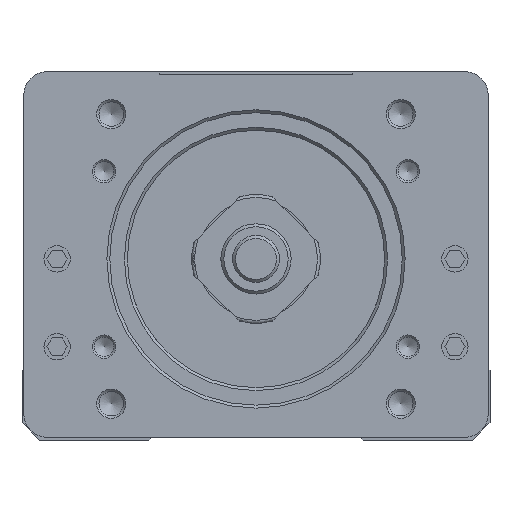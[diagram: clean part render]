
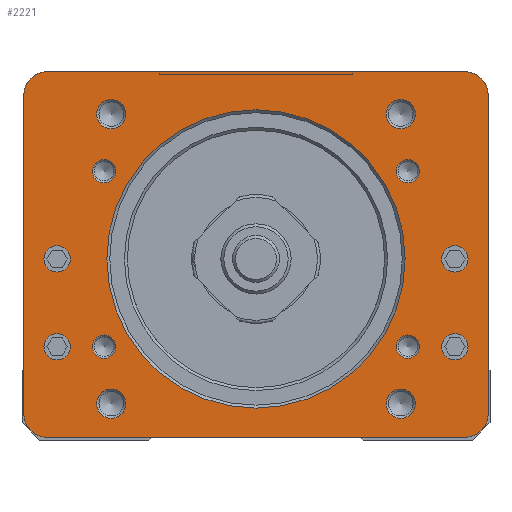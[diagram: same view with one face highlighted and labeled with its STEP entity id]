
A CAD part, front view. The second image highlights one B-rep face of the part: STEP entity #2221.
In plain terms, the highlighted planar face has unit normal (0, -1, 0).
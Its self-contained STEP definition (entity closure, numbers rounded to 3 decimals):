
#1201=FACE_BOUND('',#5862,.T.);
#1202=FACE_BOUND('',#5863,.T.);
#1203=FACE_BOUND('',#5864,.T.);
#1204=FACE_BOUND('',#5865,.T.);
#1205=FACE_BOUND('',#5866,.T.);
#1206=FACE_BOUND('',#5867,.T.);
#1207=FACE_BOUND('',#5868,.T.);
#1208=FACE_BOUND('',#5869,.T.);
#1209=FACE_BOUND('',#5870,.T.);
#1210=FACE_BOUND('',#5871,.T.);
#1211=FACE_BOUND('',#5872,.T.);
#1212=FACE_BOUND('',#5873,.T.);
#1213=FACE_BOUND('',#5874,.T.);
#1214=FACE_BOUND('',#5875,.T.);
#2221=ADVANCED_FACE('',(#1201,#1202,#1203,#1204,#1205,#1206,#1207,#1208,
#1209,#1210,#1211,#1212,#1213,#1214),#3477,.T.);
#3477=PLANE('',#25908);
#5862=EDGE_LOOP('',(#9860));
#5863=EDGE_LOOP('',(#9861));
#5864=EDGE_LOOP('',(#9862));
#5865=EDGE_LOOP('',(#9863));
#5866=EDGE_LOOP('',(#9864));
#5867=EDGE_LOOP('',(#9865));
#5868=EDGE_LOOP('',(#9866));
#5869=EDGE_LOOP('',(#9867));
#5870=EDGE_LOOP('',(#9868));
#5871=EDGE_LOOP('',(#9869));
#5872=EDGE_LOOP('',(#9870));
#5873=EDGE_LOOP('',(#9871));
#5874=EDGE_LOOP('',(#9872));
#5875=EDGE_LOOP('',(#9873,#9874,#9875,#9876,#9877,#9878,#9879,#9880));
#7290=CIRCLE('',#25779,4.);
#7291=CIRCLE('',#25781,4.);
#7292=CIRCLE('',#25783,2.);
#7293=CIRCLE('',#25785,2.);
#7294=CIRCLE('',#25787,2.);
#7295=CIRCLE('',#25789,2.);
#7296=CIRCLE('',#25791,2.5);
#7297=CIRCLE('',#25793,2.5);
#7298=CIRCLE('',#25795,2.5);
#7299=CIRCLE('',#25797,2.5);
#7300=CIRCLE('',#25799,25.5);
#7305=CIRCLE('',#25808,2.25);
#7307=CIRCLE('',#25811,2.25);
#7309=CIRCLE('',#25814,2.25);
#7311=CIRCLE('',#25817,2.25);
#7352=CIRCLE('',#25904,4.);
#7354=CIRCLE('',#25907,4.);
#9860=ORIENTED_EDGE('',*,*,#17908,.T.);
#9861=ORIENTED_EDGE('',*,*,#17907,.T.);
#9862=ORIENTED_EDGE('',*,*,#17906,.T.);
#9863=ORIENTED_EDGE('',*,*,#17905,.T.);
#9864=ORIENTED_EDGE('',*,*,#17904,.T.);
#9865=ORIENTED_EDGE('',*,*,#17903,.T.);
#9866=ORIENTED_EDGE('',*,*,#17902,.T.);
#9867=ORIENTED_EDGE('',*,*,#17901,.T.);
#9868=ORIENTED_EDGE('',*,*,#17900,.T.);
#9869=ORIENTED_EDGE('',*,*,#17920,.T.);
#9870=ORIENTED_EDGE('',*,*,#17918,.T.);
#9871=ORIENTED_EDGE('',*,*,#17916,.T.);
#9872=ORIENTED_EDGE('',*,*,#17914,.T.);
#9873=ORIENTED_EDGE('',*,*,#18034,.T.);
#9874=ORIENTED_EDGE('',*,*,#18037,.T.);
#9875=ORIENTED_EDGE('',*,*,#18038,.T.);
#9876=ORIENTED_EDGE('',*,*,#18018,.T.);
#9877=ORIENTED_EDGE('',*,*,#17898,.T.);
#9878=ORIENTED_EDGE('',*,*,#17962,.T.);
#9879=ORIENTED_EDGE('',*,*,#17895,.T.);
#9880=ORIENTED_EDGE('',*,*,#18011,.T.);
#15289=VERTEX_POINT('',#37257);
#15290=VERTEX_POINT('',#37259);
#15291=VERTEX_POINT('',#37263);
#15292=VERTEX_POINT('',#37265);
#15293=VERTEX_POINT('',#37269);
#15294=VERTEX_POINT('',#37272);
#15295=VERTEX_POINT('',#37275);
#15296=VERTEX_POINT('',#37278);
#15297=VERTEX_POINT('',#37281);
#15298=VERTEX_POINT('',#37284);
#15299=VERTEX_POINT('',#37287);
#15300=VERTEX_POINT('',#37290);
#15301=VERTEX_POINT('',#37293);
#15306=VERTEX_POINT('',#37308);
#15308=VERTEX_POINT('',#37313);
#15310=VERTEX_POINT('',#37318);
#15312=VERTEX_POINT('',#37323);
#15370=VERTEX_POINT('',#37615);
#15375=VERTEX_POINT('',#37629);
#15386=VERTEX_POINT('',#37661);
#15388=VERTEX_POINT('',#37667);
#17895=EDGE_CURVE('',#15290,#15289,#7290,.T.);
#17898=EDGE_CURVE('',#15292,#15291,#7291,.T.);
#17900=EDGE_CURVE('',#15293,#15293,#7292,.T.);
#17901=EDGE_CURVE('',#15294,#15294,#7293,.T.);
#17902=EDGE_CURVE('',#15295,#15295,#7294,.T.);
#17903=EDGE_CURVE('',#15296,#15296,#7295,.T.);
#17904=EDGE_CURVE('',#15297,#15297,#7296,.T.);
#17905=EDGE_CURVE('',#15298,#15298,#7297,.T.);
#17906=EDGE_CURVE('',#15299,#15299,#7298,.T.);
#17907=EDGE_CURVE('',#15300,#15300,#7299,.T.);
#17908=EDGE_CURVE('',#15301,#15301,#7300,.T.);
#17914=EDGE_CURVE('',#15306,#15306,#7305,.T.);
#17916=EDGE_CURVE('',#15308,#15308,#7307,.T.);
#17918=EDGE_CURVE('',#15310,#15310,#7309,.T.);
#17920=EDGE_CURVE('',#15312,#15312,#7311,.T.);
#17962=EDGE_CURVE('',#15291,#15290,#21015,.T.);
#18011=EDGE_CURVE('',#15289,#15370,#21040,.T.);
#18018=EDGE_CURVE('',#15375,#15292,#21047,.T.);
#18034=EDGE_CURVE('',#15370,#15386,#7352,.T.);
#18037=EDGE_CURVE('',#15386,#15388,#21060,.T.);
#18038=EDGE_CURVE('',#15388,#15375,#7354,.T.);
#21015=LINE('',#37468,#23443);
#21040=LINE('',#37616,#23468);
#21047=LINE('',#37628,#23475);
#21060=LINE('',#37666,#23488);
#23443=VECTOR('',#29441,1.);
#23468=VECTOR('',#29560,1.);
#23475=VECTOR('',#29569,1.);
#23488=VECTOR('',#29606,1.);
#25779=AXIS2_PLACEMENT_3D('',#37258,#29280,#29281);
#25781=AXIS2_PLACEMENT_3D('',#37264,#29286,#29287);
#25783=AXIS2_PLACEMENT_3D('',#37268,#29291,#29292);
#25785=AXIS2_PLACEMENT_3D('',#37271,#29295,#29296);
#25787=AXIS2_PLACEMENT_3D('',#37274,#29299,#29300);
#25789=AXIS2_PLACEMENT_3D('',#37277,#29303,#29304);
#25791=AXIS2_PLACEMENT_3D('',#37280,#29307,#29308);
#25793=AXIS2_PLACEMENT_3D('',#37283,#29311,#29312);
#25795=AXIS2_PLACEMENT_3D('',#37286,#29315,#29316);
#25797=AXIS2_PLACEMENT_3D('',#37289,#29319,#29320);
#25799=AXIS2_PLACEMENT_3D('',#37292,#29323,#29324);
#25808=AXIS2_PLACEMENT_3D('',#37307,#29342,#29343);
#25811=AXIS2_PLACEMENT_3D('',#37312,#29348,#29349);
#25814=AXIS2_PLACEMENT_3D('',#37317,#29354,#29355);
#25817=AXIS2_PLACEMENT_3D('',#37322,#29360,#29361);
#25904=AXIS2_PLACEMENT_3D('',#37660,#29599,#29600);
#25907=AXIS2_PLACEMENT_3D('',#37668,#29607,#29608);
#25908=AXIS2_PLACEMENT_3D('',#37669,#29609,#29610);
#29280=DIRECTION('',(0.,-1.,0.));
#29281=DIRECTION('',(1.,0.,0.));
#29286=DIRECTION('',(0.,-1.,0.));
#29287=DIRECTION('',(1.,0.,0.));
#29291=DIRECTION('',(0.,1.,0.));
#29292=DIRECTION('',(0.,0.,-1.));
#29295=DIRECTION('',(0.,1.,0.));
#29296=DIRECTION('',(0.,0.,-1.));
#29299=DIRECTION('',(0.,1.,0.));
#29300=DIRECTION('',(0.,0.,-1.));
#29303=DIRECTION('',(0.,1.,0.));
#29304=DIRECTION('',(0.,0.,-1.));
#29307=DIRECTION('',(0.,1.,0.));
#29308=DIRECTION('',(0.,0.,-1.));
#29311=DIRECTION('',(0.,1.,0.));
#29312=DIRECTION('',(0.,0.,-1.));
#29315=DIRECTION('',(0.,1.,0.));
#29316=DIRECTION('',(0.,0.,-1.));
#29319=DIRECTION('',(0.,1.,0.));
#29320=DIRECTION('',(0.,0.,-1.));
#29323=DIRECTION('',(0.,1.,0.));
#29324=DIRECTION('',(0.,0.,-1.));
#29342=DIRECTION('',(0.,1.,0.));
#29343=DIRECTION('',(0.,0.,-1.));
#29348=DIRECTION('',(0.,1.,0.));
#29349=DIRECTION('',(0.,0.,-1.));
#29354=DIRECTION('',(0.,1.,0.));
#29355=DIRECTION('',(0.,0.,-1.));
#29360=DIRECTION('',(0.,1.,0.));
#29361=DIRECTION('',(0.,0.,-1.));
#29441=DIRECTION('',(-1.,0.,0.));
#29560=DIRECTION('',(0.,0.,-1.));
#29569=DIRECTION('',(0.,0.,1.));
#29599=DIRECTION('',(0.,-1.,0.));
#29600=DIRECTION('',(1.,0.,0.));
#29606=DIRECTION('',(1.,0.,0.));
#29607=DIRECTION('',(0.,-1.,0.));
#29608=DIRECTION('',(1.,0.,0.));
#29609=DIRECTION('',(0.,-1.,0.));
#29610=DIRECTION('',(0.,0.,1.));
#37257=CARTESIAN_POINT('',(-39.7,-243.7,40.));
#37258=CARTESIAN_POINT('',(-35.7,-243.7,40.));
#37259=CARTESIAN_POINT('',(-35.7,-243.7,44.));
#37263=CARTESIAN_POINT('',(35.7,-243.7,44.));
#37264=CARTESIAN_POINT('',(35.7,-243.7,40.));
#37265=CARTESIAN_POINT('',(39.7,-243.7,40.));
#37268=CARTESIAN_POINT('',(-25.981,-243.7,27.));
#37269=CARTESIAN_POINT('',(-25.981,-243.7,25.));
#37271=CARTESIAN_POINT('',(-25.981,-243.7,-3.));
#37272=CARTESIAN_POINT('',(-25.981,-243.7,-5.));
#37274=CARTESIAN_POINT('',(25.981,-243.7,27.));
#37275=CARTESIAN_POINT('',(25.981,-243.7,25.));
#37277=CARTESIAN_POINT('',(25.981,-243.7,-3.));
#37278=CARTESIAN_POINT('',(25.981,-243.7,-5.));
#37280=CARTESIAN_POINT('',(24.749,-243.7,36.749));
#37281=CARTESIAN_POINT('',(24.749,-243.7,34.249));
#37283=CARTESIAN_POINT('',(24.749,-243.7,-12.749));
#37284=CARTESIAN_POINT('',(24.749,-243.7,-15.249));
#37286=CARTESIAN_POINT('',(-24.749,-243.7,-12.749));
#37287=CARTESIAN_POINT('',(-24.749,-243.7,-15.249));
#37289=CARTESIAN_POINT('',(-24.749,-243.7,36.749));
#37290=CARTESIAN_POINT('',(-24.749,-243.7,34.249));
#37292=CARTESIAN_POINT('',(0.,-243.7,12.));
#37293=CARTESIAN_POINT('',(0.,-243.7,-13.5));
#37307=CARTESIAN_POINT('',(34.,-243.7,12.));
#37308=CARTESIAN_POINT('',(34.,-243.7,9.75));
#37312=CARTESIAN_POINT('',(34.,-243.7,-3.));
#37313=CARTESIAN_POINT('',(34.,-243.7,-5.25));
#37317=CARTESIAN_POINT('',(-34.,-243.7,12.));
#37318=CARTESIAN_POINT('',(-34.,-243.7,9.75));
#37322=CARTESIAN_POINT('',(-34.,-243.7,-3.));
#37323=CARTESIAN_POINT('',(-34.,-243.7,-5.25));
#37468=CARTESIAN_POINT('',(35.7,-243.7,44.));
#37615=CARTESIAN_POINT('',(-39.7,-243.7,-14.5));
#37616=CARTESIAN_POINT('',(-39.7,-243.7,40.));
#37628=CARTESIAN_POINT('',(39.7,-243.7,-14.5));
#37629=CARTESIAN_POINT('',(39.7,-243.7,-14.5));
#37660=CARTESIAN_POINT('',(-35.7,-243.7,-14.5));
#37661=CARTESIAN_POINT('',(-35.7,-243.7,-18.5));
#37666=CARTESIAN_POINT('',(-35.7,-243.7,-18.5));
#37667=CARTESIAN_POINT('',(35.7,-243.7,-18.5));
#37668=CARTESIAN_POINT('',(35.7,-243.7,-14.5));
#37669=CARTESIAN_POINT('',(-35.7,-243.7,-14.5));
